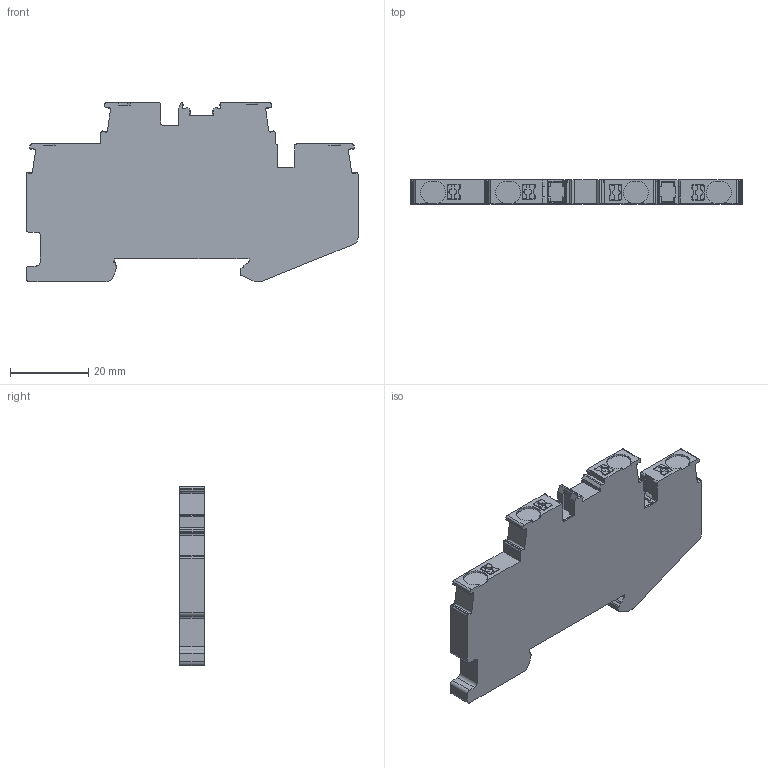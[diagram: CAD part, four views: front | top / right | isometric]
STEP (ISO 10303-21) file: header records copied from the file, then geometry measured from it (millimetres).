
FILE_DESCRIPTION( ( 'STEP AP203' ), '1' );
FILE_NAME( 'DPTTB4-PE-20220330.stp', '2022-03-30T02:40:30', ( ' ' ), ( ' ' ), 'XStep 1.0', ' ', ' ' );
FILE_SCHEMA( ( 'CONFIG_CONTROL_DESIGN) ( )' ) );
Length unit declared in the file: metre
Products named in the file (1): 1
Bounding box: 85 x 6.15 x 45.9 mm (x, y, z)
Volume: 18212.3 mm3; surface area: 8016.4 mm2
Topology: 1 solids, 1 shells, 388 faces, 1112 edges, 738 vertices
Faces by surface type: plane 238, cylinder 150
Entity records: 12754 total; most frequent: CARTESIAN_POINT 2251, ORIENTED_EDGE 2224, DIRECTION 2200, EDGE_CURVE 1112, LINE 794, VECTOR 794, VERTEX_POINT 738, AXIS2_PLACEMENT_3D 703
